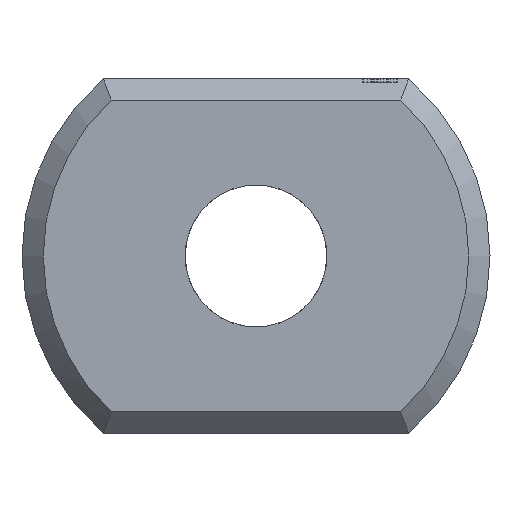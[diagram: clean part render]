
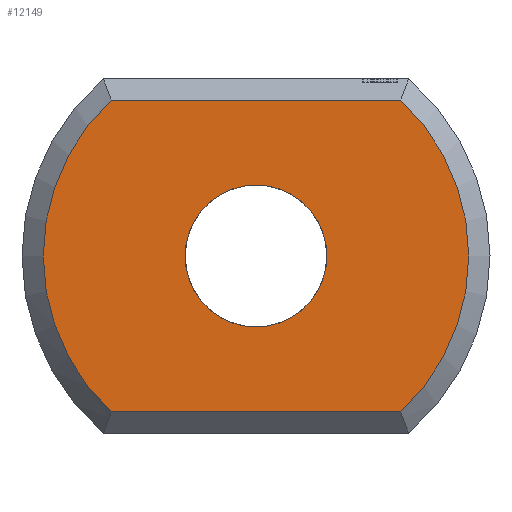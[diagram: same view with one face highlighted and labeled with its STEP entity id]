
A CAD part, left-side view. The second image highlights one B-rep face of the part: STEP entity #12149.
In plain terms, the highlighted planar face has unit normal (-1, 0, 0).
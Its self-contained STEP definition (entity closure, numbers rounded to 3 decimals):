
#298 = PLANE('',#299);
#299 = AXIS2_PLACEMENT_3D('',#300,#301,#302);
#300 = CARTESIAN_POINT('',(0.15,-2.154,-2.35));
#301 = DIRECTION('',(-0.707,0.,-0.707));
#302 = DIRECTION('',(0.,-1.,0.));
#725 = CONICAL_SURFACE('',#726,3.3,0.785);
#726 = AXIS2_PLACEMENT_3D('',#727,#728,#729);
#727 = CARTESIAN_POINT('',(0.3,0.,0.));
#728 = DIRECTION('',(1.,0.,0.));
#729 = DIRECTION('',(0.,0.653,-0.758));
#872 = CONICAL_SURFACE('',#873,3.3,0.785);
#873 = AXIS2_PLACEMENT_3D('',#874,#875,#876);
#874 = CARTESIAN_POINT('',(0.3,0.,0.));
#875 = DIRECTION('',(1.,0.,0.));
#876 = DIRECTION('',(0.,-0.653,0.758));
#909 = VERTEX_POINT('',#910);
#910 = CARTESIAN_POINT('',(0.,-2.04,-2.2));
#937 = VERTEX_POINT('',#938);
#938 = CARTESIAN_POINT('',(0.,2.04,-2.2));
#963 = EDGE_CURVE('',#909,#937,#964,.T.);
#964 = SURFACE_CURVE('',#965,(#969,#976),.PCURVE_S1.);
#965 = LINE('',#966,#967);
#966 = CARTESIAN_POINT('',(0.,-2.154,-2.2));
#967 = VECTOR('',#968,1.);
#968 = DIRECTION('',(0.,1.,0.));
#969 = PCURVE('',#298,#970);
#970 = DEFINITIONAL_REPRESENTATION('',(#971),#975);
#971 = LINE('',#972,#973);
#972 = CARTESIAN_POINT('',(0.,0.212));
#973 = VECTOR('',#974,1.);
#974 = DIRECTION('',(-1.,0.));
#975 = ( GEOMETRIC_REPRESENTATION_CONTEXT(2) 
PARAMETRIC_REPRESENTATION_CONTEXT() REPRESENTATION_CONTEXT('2D SPACE',''
  ) );
#976 = PCURVE('',#977,#982);
#977 = PLANE('',#978);
#978 = AXIS2_PLACEMENT_3D('',#979,#980,#981);
#979 = CARTESIAN_POINT('',(0.,0.,
    0.));
#980 = DIRECTION('',(1.,0.,0.));
#981 = DIRECTION('',(0.,0.,1.));
#982 = DEFINITIONAL_REPRESENTATION('',(#983),#987);
#983 = LINE('',#984,#985);
#984 = CARTESIAN_POINT('',(-2.2,2.154));
#985 = VECTOR('',#986,1.);
#986 = DIRECTION('',(0.,-1.));
#987 = ( GEOMETRIC_REPRESENTATION_CONTEXT(2) 
PARAMETRIC_REPRESENTATION_CONTEXT() REPRESENTATION_CONTEXT('2D SPACE',''
  ) );
#1763 = PLANE('',#1764);
#1764 = AXIS2_PLACEMENT_3D('',#1765,#1766,#1767);
#1765 = CARTESIAN_POINT('',(0.15,-2.154,2.35));
#1766 = DIRECTION('',(0.707,0.,-0.707
    ));
#1767 = DIRECTION('',(0.,-1.,0.));
#11936 = VERTEX_POINT('',#11937);
#11937 = CARTESIAN_POINT('',(0.,2.04,2.2));
#11962 = EDGE_CURVE('',#937,#11936,#11963,.T.);
#11963 = SURFACE_CURVE('',#11964,(#11969,#11976),.PCURVE_S1.);
#11964 = CIRCLE('',#11965,3.);
#11965 = AXIS2_PLACEMENT_3D('',#11966,#11967,#11968);
#11966 = CARTESIAN_POINT('',(0.,0.,
    0.));
#11967 = DIRECTION('',(1.,0.,0.));
#11968 = DIRECTION('',(0.,0.653,-0.758)
  );
#11969 = PCURVE('',#725,#11970);
#11970 = DEFINITIONAL_REPRESENTATION('',(#11971),#11975);
#11971 = LINE('',#11972,#11973);
#11972 = CARTESIAN_POINT('',(0.,-0.3));
#11973 = VECTOR('',#11974,1.);
#11974 = DIRECTION('',(1.,-0.));
#11975 = ( GEOMETRIC_REPRESENTATION_CONTEXT(2) 
PARAMETRIC_REPRESENTATION_CONTEXT() REPRESENTATION_CONTEXT('2D SPACE',''
  ) );
#11976 = PCURVE('',#977,#11977);
#11977 = DEFINITIONAL_REPRESENTATION('',(#11978),#11982);
#11978 = CIRCLE('',#11979,3.);
#11979 = AXIS2_PLACEMENT_2D('',#11980,#11981);
#11980 = CARTESIAN_POINT('',(0.,0.));
#11981 = DIRECTION('',(-0.758,-0.653));
#11982 = ( GEOMETRIC_REPRESENTATION_CONTEXT(2) 
PARAMETRIC_REPRESENTATION_CONTEXT() REPRESENTATION_CONTEXT('2D SPACE',''
  ) );
#12100 = VERTEX_POINT('',#12101);
#12101 = CARTESIAN_POINT('',(0.,-2.04,2.2));
#12128 = EDGE_CURVE('',#12100,#909,#12129,.T.);
#12129 = SURFACE_CURVE('',#12130,(#12135,#12142),.PCURVE_S1.);
#12130 = CIRCLE('',#12131,3.);
#12131 = AXIS2_PLACEMENT_3D('',#12132,#12133,#12134);
#12132 = CARTESIAN_POINT('',(0.,0.,
    0.));
#12133 = DIRECTION('',(1.,0.,0.));
#12134 = DIRECTION('',(0.,-0.653,0.758)
  );
#12135 = PCURVE('',#872,#12136);
#12136 = DEFINITIONAL_REPRESENTATION('',(#12137),#12141);
#12137 = LINE('',#12138,#12139);
#12138 = CARTESIAN_POINT('',(0.,-0.3));
#12139 = VECTOR('',#12140,1.);
#12140 = DIRECTION('',(1.,-0.));
#12141 = ( GEOMETRIC_REPRESENTATION_CONTEXT(2) 
PARAMETRIC_REPRESENTATION_CONTEXT() REPRESENTATION_CONTEXT('2D SPACE',''
  ) );
#12142 = PCURVE('',#977,#12143);
#12143 = DEFINITIONAL_REPRESENTATION('',(#12144),#12148);
#12144 = CIRCLE('',#12145,3.);
#12145 = AXIS2_PLACEMENT_2D('',#12146,#12147);
#12146 = CARTESIAN_POINT('',(0.,0.));
#12147 = DIRECTION('',(0.758,0.653));
#12148 = ( GEOMETRIC_REPRESENTATION_CONTEXT(2) 
PARAMETRIC_REPRESENTATION_CONTEXT() REPRESENTATION_CONTEXT('2D SPACE',''
  ) );
#12149 = ADVANCED_FACE('',(#12150,#12176),#977,.F.);
#12150 = FACE_BOUND('',#12151,.F.);
#12151 = EDGE_LOOP('',(#12152,#12153,#12174,#12175));
#12152 = ORIENTED_EDGE('',*,*,#11962,.T.);
#12153 = ORIENTED_EDGE('',*,*,#12154,.F.);
#12154 = EDGE_CURVE('',#12100,#11936,#12155,.T.);
#12155 = SURFACE_CURVE('',#12156,(#12160,#12167),.PCURVE_S1.);
#12156 = LINE('',#12157,#12158);
#12157 = CARTESIAN_POINT('',(0.,-2.154,2.2));
#12158 = VECTOR('',#12159,1.);
#12159 = DIRECTION('',(0.,1.,0.));
#12160 = PCURVE('',#977,#12161);
#12161 = DEFINITIONAL_REPRESENTATION('',(#12162),#12166);
#12162 = LINE('',#12163,#12164);
#12163 = CARTESIAN_POINT('',(2.2,2.154));
#12164 = VECTOR('',#12165,1.);
#12165 = DIRECTION('',(0.,-1.));
#12166 = ( GEOMETRIC_REPRESENTATION_CONTEXT(2) 
PARAMETRIC_REPRESENTATION_CONTEXT() REPRESENTATION_CONTEXT('2D SPACE',''
  ) );
#12167 = PCURVE('',#1763,#12168);
#12168 = DEFINITIONAL_REPRESENTATION('',(#12169),#12173);
#12169 = LINE('',#12170,#12171);
#12170 = CARTESIAN_POINT('',(0.,0.212));
#12171 = VECTOR('',#12172,1.);
#12172 = DIRECTION('',(-1.,0.));
#12173 = ( GEOMETRIC_REPRESENTATION_CONTEXT(2) 
PARAMETRIC_REPRESENTATION_CONTEXT() REPRESENTATION_CONTEXT('2D SPACE',''
  ) );
#12174 = ORIENTED_EDGE('',*,*,#12128,.T.);
#12175 = ORIENTED_EDGE('',*,*,#963,.T.);
#12176 = FACE_BOUND('',#12177,.T.);
#12177 = EDGE_LOOP('',(#12178));
#12178 = ORIENTED_EDGE('',*,*,#12179,.T.);
#12179 = EDGE_CURVE('',#12180,#12180,#12182,.T.);
#12180 = VERTEX_POINT('',#12181);
#12181 = CARTESIAN_POINT('',(0.,1.,0.));
#12182 = SURFACE_CURVE('',#12183,(#12188,#12195),.PCURVE_S1.);
#12183 = CIRCLE('',#12184,1.);
#12184 = AXIS2_PLACEMENT_3D('',#12185,#12186,#12187);
#12185 = CARTESIAN_POINT('',(0.,0.,0.));
#12186 = DIRECTION('',(1.,0.,0.));
#12187 = DIRECTION('',(0.,1.,0.));
#12188 = PCURVE('',#977,#12189);
#12189 = DEFINITIONAL_REPRESENTATION('',(#12190),#12194);
#12190 = CIRCLE('',#12191,1.);
#12191 = AXIS2_PLACEMENT_2D('',#12192,#12193);
#12192 = CARTESIAN_POINT('',(0.,0.));
#12193 = DIRECTION('',(0.,-1.));
#12194 = ( GEOMETRIC_REPRESENTATION_CONTEXT(2) 
PARAMETRIC_REPRESENTATION_CONTEXT() REPRESENTATION_CONTEXT('2D SPACE',''
  ) );
#12195 = PCURVE('',#12196,#12201);
#12196 = CYLINDRICAL_SURFACE('',#12197,1.);
#12197 = AXIS2_PLACEMENT_3D('',#12198,#12199,#12200);
#12198 = CARTESIAN_POINT('',(0.,0.,0.));
#12199 = DIRECTION('',(-1.,0.,0.));
#12200 = DIRECTION('',(0.,1.,0.));
#12201 = DEFINITIONAL_REPRESENTATION('',(#12202),#12206);
#12202 = LINE('',#12203,#12204);
#12203 = CARTESIAN_POINT('',(-0.,0.));
#12204 = VECTOR('',#12205,1.);
#12205 = DIRECTION('',(-1.,0.));
#12206 = ( GEOMETRIC_REPRESENTATION_CONTEXT(2) 
PARAMETRIC_REPRESENTATION_CONTEXT() REPRESENTATION_CONTEXT('2D SPACE',''
  ) );
